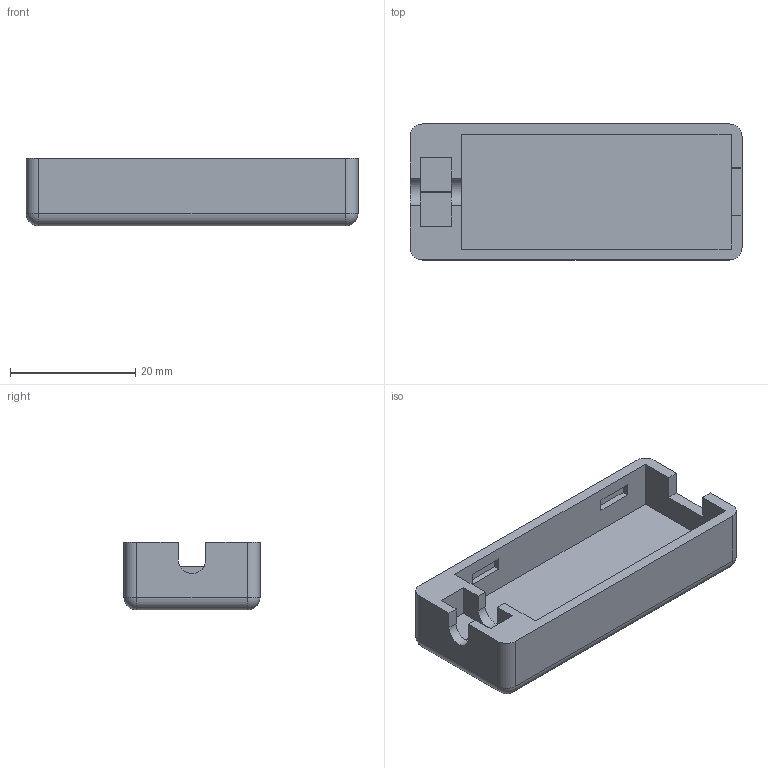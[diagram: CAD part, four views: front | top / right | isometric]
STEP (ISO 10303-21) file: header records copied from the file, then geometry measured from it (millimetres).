
FILE_DESCRIPTION (( 'STEP AP214' ), '1' );
FILE_NAME ('Enclosure Body.STEP', '2021-09-25T01:58:30', ( '' ), ( '' ), 'SwSTEP 2.0', 'SolidWorks 2020', '' );
FILE_SCHEMA (( 'AUTOMOTIVE_DESIGN' ));
Length unit declared in the file: millimetre
Products named in the file (1): Enclosure Body
Bounding box: 52.95 x 21.7 x 10.8 mm (x, y, z)
Volume: 5629.9 mm3; surface area: 4939.8 mm2
Topology: 1 solids, 1 shells, 176 faces, 469 edges, 306 vertices
Faces by surface type: plane 112, bspline 51, cylinder 9, sphere 4
Entity records: 6991 total; most frequent: CARTESIAN_POINT 2927, ORIENTED_EDGE 930, DIRECTION 637, EDGE_CURVE 465, LINE 341, VECTOR 341, VERTEX_POINT 306, EDGE_LOOP 191
